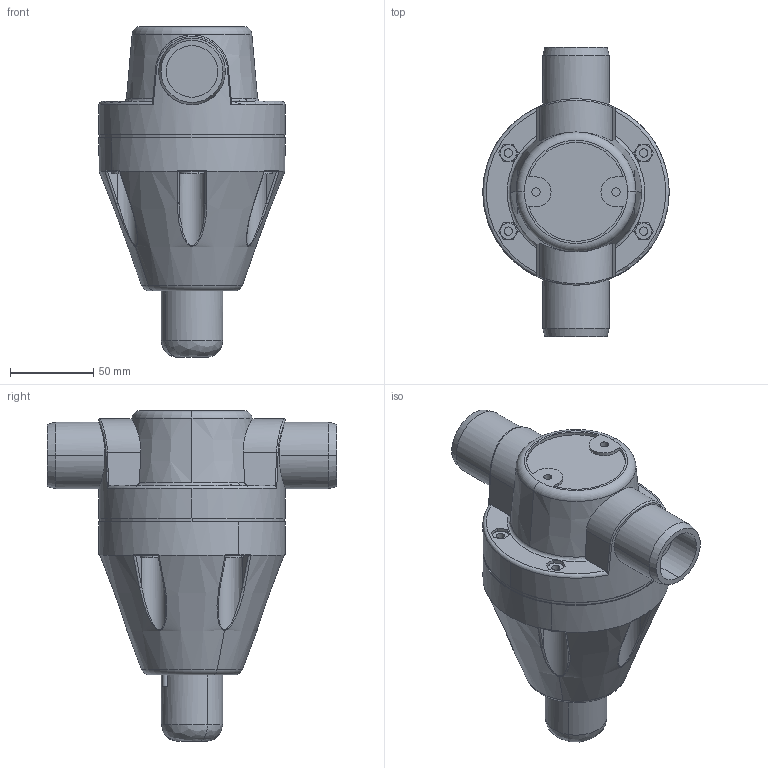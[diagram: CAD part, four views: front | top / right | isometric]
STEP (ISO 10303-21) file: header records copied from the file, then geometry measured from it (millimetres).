
FILE_DESCRIPTION((''),'2;1');
FILE_NAME('KU_V186_PVC_DN32_17000138_1','2019-05-24T',('Kattner'),(''),'PRO/ENGINEER BY PARAMETRIC TECHNOLOGY CORPORATION, 2016360','PRO/ENGINEER BY PARAMETRIC TECHNOLOGY CORPORATION, 2016360','');
FILE_SCHEMA(('AUTOMOTIVE_DESIGN { 1 0 10303 214 1 1 1 1 }'));
Length unit declared in the file: millimetre
Products named in the file (1): KU_V186_PVC_DN32_17000138_1
Bounding box: 112 x 174 x 199 mm (x, y, z)
Volume: 1151221.4 mm3; surface area: 82062.6 mm2
Topology: 1 solids, 1 shells, 228 faces, 584 edges, 386 vertices
Faces by surface type: plane 108, cylinder 66, cone 24, torus 18, bspline 12
Entity records: 11343 total; most frequent: CARTESIAN_POINT 4310, ORIENTED_EDGE 1168, DIRECTION 1056, EDGE_CURVE 584, AXIS2_PLACEMENT_3D 416, VERTEX_POINT 386, EDGE_LOOP 256, FACE_OUTER_BOUND 228
